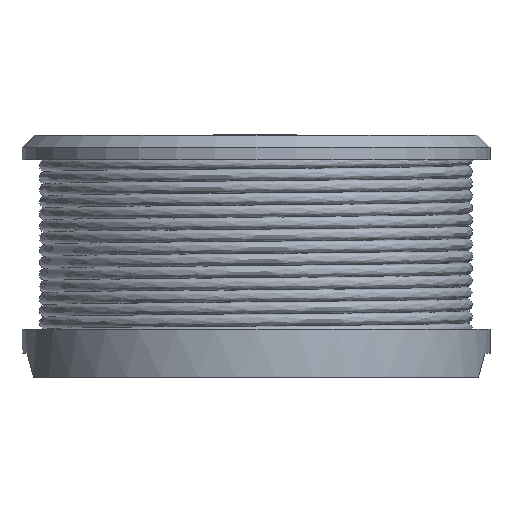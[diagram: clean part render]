
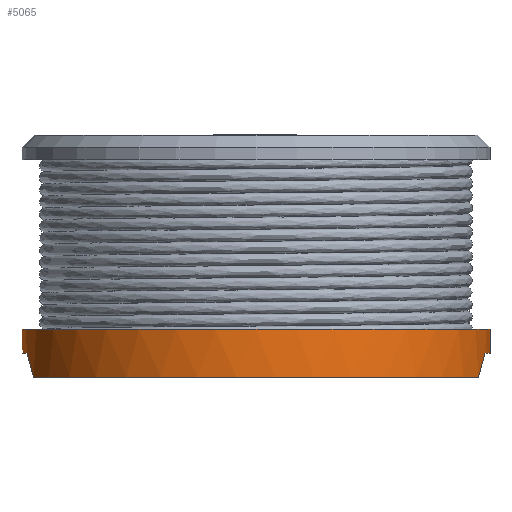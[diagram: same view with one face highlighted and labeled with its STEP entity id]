
A CAD part, front view. The second image highlights one B-rep face of the part: STEP entity #5065.
In plain terms, the highlighted cylindrical face has radius 2.9 mm (diameter 5.8 mm), a full revolution.
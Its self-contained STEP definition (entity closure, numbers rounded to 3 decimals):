
#5065=ADVANCED_FACE('',(#16118,#16120),#16122,.T.);
#16118=FACE_OUTER_BOUND('',#16119,.T.);
#16119=EDGE_LOOP('',(#19901));
#16120=FACE_BOUND('',#16121,.T.);
#16121=EDGE_LOOP('',(#19902,#19903,#19904,#19905,#19906,#19907,#19908,#19909,#19910));
#16122=CYLINDRICAL_SURFACE('',#16123,2.9);
#16123=AXIS2_PLACEMENT_3D('',#16124,#16125,#16126);
#16124=CARTESIAN_POINT('',(0.,0.,0.));
#16125=DIRECTION('',(0.,0.,1.));
#16126=DIRECTION('',(1.,0.,0.));
#19901=ORIENTED_EDGE('',*,*,#21545,.F.);
#19902=ORIENTED_EDGE('',*,*,#21546,.T.);
#19903=ORIENTED_EDGE('',*,*,#21547,.T.);
#19904=ORIENTED_EDGE('',*,*,#21548,.T.);
#19905=ORIENTED_EDGE('',*,*,#21549,.T.);
#19906=ORIENTED_EDGE('',*,*,#21550,.T.);
#19907=ORIENTED_EDGE('',*,*,#21551,.T.);
#19908=ORIENTED_EDGE('',*,*,#21552,.T.);
#19909=ORIENTED_EDGE('',*,*,#21553,.T.);
#19910=ORIENTED_EDGE('',*,*,#21554,.T.);
#21545=EDGE_CURVE('',#24257,#24257,#24258,.T.);
#21546=EDGE_CURVE('',#24259,#24260,#24261,.T.);
#21547=EDGE_CURVE('',#24260,#24262,#24263,.T.);
#21548=EDGE_CURVE('',#24262,#24264,#24265,.T.);
#21549=EDGE_CURVE('',#24264,#24266,#24267,.T.);
#21550=EDGE_CURVE('',#24266,#24268,#24269,.T.);
#21551=EDGE_CURVE('',#24268,#24270,#24271,.T.);
#21552=EDGE_CURVE('',#24270,#24272,#24273,.T.);
#21553=EDGE_CURVE('',#24272,#24274,#24275,.T.);
#21554=EDGE_CURVE('',#24274,#24259,#24276,.T.);
#24257=VERTEX_POINT('',#30904);
#24258=CIRCLE('',#30905,2.9);
#24259=VERTEX_POINT('',#30909);
#24260=VERTEX_POINT('',#30910);
#24261=CIRCLE('',#30911,2.9);
#24262=VERTEX_POINT('',#30915);
#24263=(BOUNDED_CURVE()B_SPLINE_CURVE(3,
(#30916,#30917,#30918,#30919),
.UNSPECIFIED.,.F.,.F.)B_SPLINE_CURVE_WITH_KNOTS((4,4),
(0.,1.),
.UNSPECIFIED.)CURVE()GEOMETRIC_REPRESENTATION_ITEM()RATIONAL_B_SPLINE_CURVE((1.,
0.999,0.999,1.))REPRESENTATION_ITEM(''));
#24264=VERTEX_POINT('',#30920);
#24265=CIRCLE('',#30921,2.9);
#24266=VERTEX_POINT('',#30925);
#24267=(BOUNDED_CURVE()B_SPLINE_CURVE(3,
(#30926,#30927,#30928,#30929),
.UNSPECIFIED.,.F.,.F.)B_SPLINE_CURVE_WITH_KNOTS((4,4),
(0.,1.),
.UNSPECIFIED.)CURVE()GEOMETRIC_REPRESENTATION_ITEM()RATIONAL_B_SPLINE_CURVE((1.,
0.999,0.999,1.))REPRESENTATION_ITEM(''));
#24268=VERTEX_POINT('',#30930);
#24269=CIRCLE('',#30931,2.9);
#24270=VERTEX_POINT('',#30935);
#24271=(BOUNDED_CURVE()B_SPLINE_CURVE(3,
(#30936,#30937,#30938,#30939),
.UNSPECIFIED.,.F.,.F.)B_SPLINE_CURVE_WITH_KNOTS((4,4),
(0.,1.),
.UNSPECIFIED.)CURVE()GEOMETRIC_REPRESENTATION_ITEM()RATIONAL_B_SPLINE_CURVE((1.,
0.999,0.999,1.))REPRESENTATION_ITEM(''));
#24272=VERTEX_POINT('',#30940);
#24273=CIRCLE('',#30941,2.9);
#24274=VERTEX_POINT('',#30945);
#24275=(BOUNDED_CURVE()B_SPLINE_CURVE(3,
(#30946,#30947,#30948,#30949),
.UNSPECIFIED.,.F.,.F.)B_SPLINE_CURVE_WITH_KNOTS((4,4),
(0.,1.),
.UNSPECIFIED.)CURVE()GEOMETRIC_REPRESENTATION_ITEM()RATIONAL_B_SPLINE_CURVE((1.,
0.999,0.999,1.))REPRESENTATION_ITEM(''));
#24276=CIRCLE('',#30950,2.9);
#30904=CARTESIAN_POINT('',(2.9,0.,0.6));
#30905=AXIS2_PLACEMENT_3D('',#30906,#30907,#30908);
#30906=CARTESIAN_POINT('',(0.,0.,0.6));
#30907=DIRECTION('',(0.,0.,1.));
#30908=DIRECTION('',(1.,0.,0.));
#30909=CARTESIAN_POINT('',(2.9,0.,0.3));
#30910=CARTESIAN_POINT('',(2.837,0.6,0.3));
#30911=AXIS2_PLACEMENT_3D('',#30912,#30913,#30914);
#30912=CARTESIAN_POINT('',(0.,0.,0.3));
#30913=DIRECTION('',(0.,0.,1.));
#30914=DIRECTION('',(1.,0.,0.));
#30915=CARTESIAN_POINT('',(2.757,0.9,0.));
#30916=CARTESIAN_POINT('',(2.837,0.6,0.3));
#30917=CARTESIAN_POINT('',(2.816,0.701,0.199));
#30918=CARTESIAN_POINT('',(2.789,0.801,0.099));
#30919=CARTESIAN_POINT('',(2.757,0.9,0.));
#30920=CARTESIAN_POINT('',(-2.757,0.9,0.));
#30921=AXIS2_PLACEMENT_3D('',#30922,#30923,#30924);
#30922=CARTESIAN_POINT('',(0.,0.,0.));
#30923=DIRECTION('',(0.,0.,1.));
#30924=DIRECTION('',(0.951,0.31,0.));
#30925=CARTESIAN_POINT('',(-2.837,0.6,0.3));
#30926=CARTESIAN_POINT('',(-2.757,0.9,0.));
#30927=CARTESIAN_POINT('',(-2.789,0.801,0.099));
#30928=CARTESIAN_POINT('',(-2.816,0.701,0.199));
#30929=CARTESIAN_POINT('',(-2.837,0.6,0.3));
#30930=CARTESIAN_POINT('',(-2.837,-0.6,0.3));
#30931=AXIS2_PLACEMENT_3D('',#30932,#30933,#30934);
#30932=CARTESIAN_POINT('',(0.,0.,0.3));
#30933=DIRECTION('',(0.,0.,1.));
#30934=DIRECTION('',(-0.978,0.207,0.));
#30935=CARTESIAN_POINT('',(-2.757,-0.9,0.));
#30936=CARTESIAN_POINT('',(-2.837,-0.6,0.3));
#30937=CARTESIAN_POINT('',(-2.816,-0.701,0.199));
#30938=CARTESIAN_POINT('',(-2.789,-0.801,0.099));
#30939=CARTESIAN_POINT('',(-2.757,-0.9,0.));
#30940=CARTESIAN_POINT('',(2.757,-0.9,0.));
#30941=AXIS2_PLACEMENT_3D('',#30942,#30943,#30944);
#30942=CARTESIAN_POINT('',(0.,0.,0.));
#30943=DIRECTION('',(0.,0.,1.));
#30944=DIRECTION('',(-0.951,-0.31,0.));
#30945=CARTESIAN_POINT('',(2.837,-0.6,0.3));
#30946=CARTESIAN_POINT('',(2.757,-0.9,0.));
#30947=CARTESIAN_POINT('',(2.789,-0.801,0.099));
#30948=CARTESIAN_POINT('',(2.816,-0.701,0.199));
#30949=CARTESIAN_POINT('',(2.837,-0.6,0.3));
#30950=AXIS2_PLACEMENT_3D('',#30951,#30952,#30953);
#30951=CARTESIAN_POINT('',(0.,0.,0.3));
#30952=DIRECTION('',(0.,0.,1.));
#30953=DIRECTION('',(0.978,-0.207,0.));
